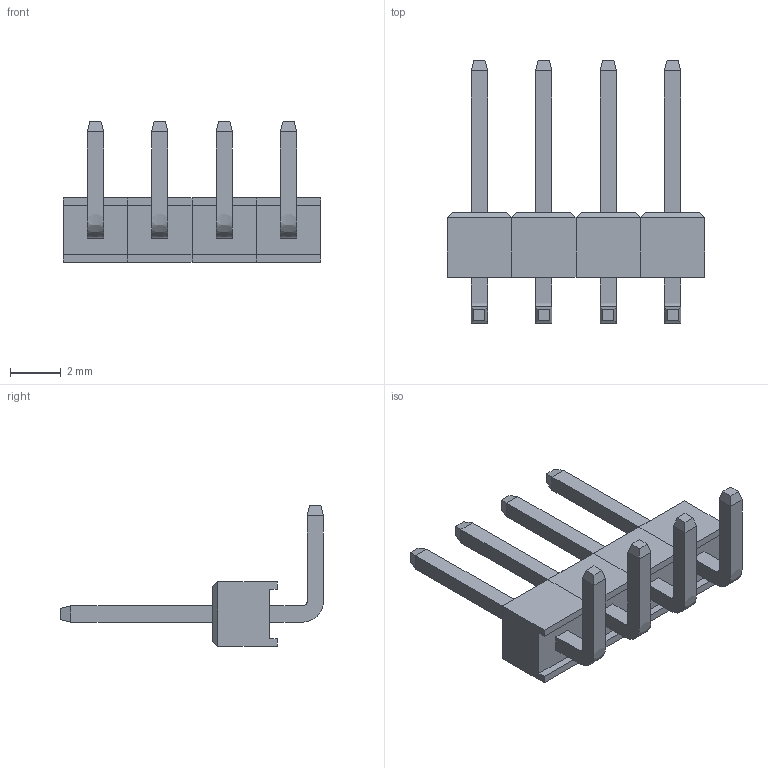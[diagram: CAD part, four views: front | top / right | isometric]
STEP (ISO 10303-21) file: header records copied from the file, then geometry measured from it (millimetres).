
FILE_DESCRIPTION (( 'STEP AP214' ), '1' );
FILE_NAME ('User Library-header90-4.STEP', '2013-12-24T22:48:10', ( 'Windows User' ), ( '' ), 'SwSTEP 2.0', 'SolidWorks 2014', '' );
FILE_SCHEMA (( 'AUTOMOTIVE_DESIGN' ));
Length unit declared in the file: millimetre
Products named in the file (2): User Library-header90-4_Header90-1; User Library-header90-4
Assembly tree (4 placements, depth 2):
  User Library-header90-4
    User Library-header90-4_Header90-1  x4
Bounding box: 10.16 x 10.36 x 5.54 mm (x, y, z)
Volume: 77.9 mm3; surface area: 269.9 mm2
Topology: 4 solids, 4 shells, 128 faces, 320 edges, 208 vertices
Faces by surface type: plane 120, bspline 8
Entity records: 1610 total; most frequent: CARTESIAN_POINT 409, ORIENTED_EDGE 160, DIRECTION 158, EDGE_CURVE 80, VECTOR 76, LINE 76, VERTEX_POINT 52, AXIS2_PLACEMENT_3D 41
